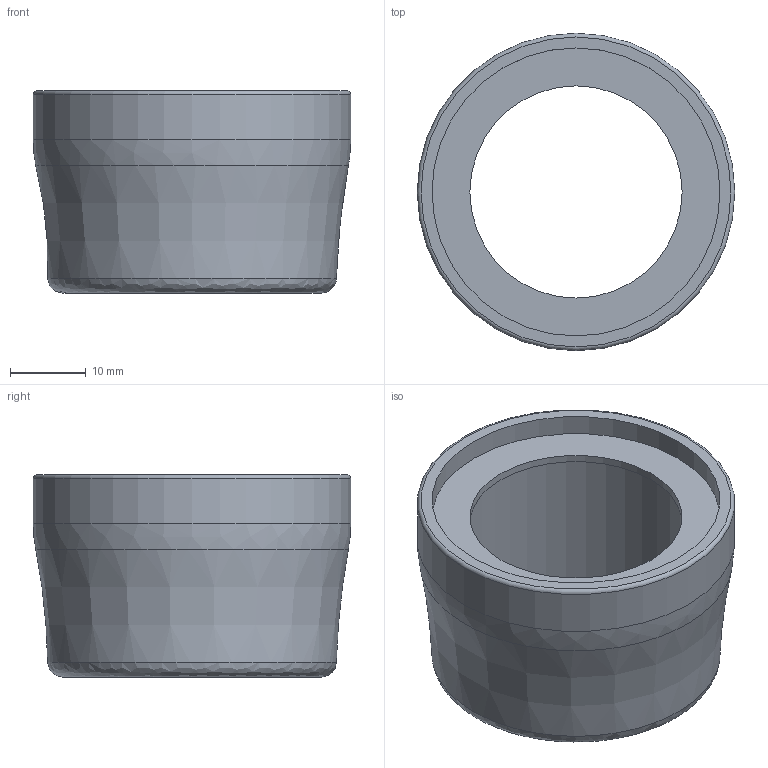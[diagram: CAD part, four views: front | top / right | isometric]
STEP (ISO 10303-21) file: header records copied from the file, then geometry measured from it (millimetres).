
FILE_DESCRIPTION(/* description */ (''),/* implementation_level */ '2;1');
FILE_NAME(/* name */ 'Diffuser Adapterr v5.step',/* time_stamp */ '2019-07-21T11:48:25-04:00',/* author */ (''),/* organization */ (''),/* preprocessor_version */ 'ST-DEVELOPER v18',/* originating_system */ 'Autodesk Translation Framework v8.2.0.1029',/* authorisation */ '');
FILE_SCHEMA (('AUTOMOTIVE_DESIGN { 1 0 10303 214 3 1 1 }'));
Length unit declared in the file: millimetre
Products named in the file (1): Diffuser Adapterr
Bounding box: 42 x 42 x 26.75 mm (x, y, z)
Volume: 13429.5 mm3; surface area: 7176.1 mm2
Topology: 1 solids, 1 shells, 13 faces, 24 edges, 15 vertices
Faces by surface type: bspline 4, cylinder 4, plane 4, torus 1
Full cylindrical faces by diameter (mm): 28.071 x1, 30.48 x1, 38.1 x1, 42 x1
Entity records: 594 total; most frequent: CARTESIAN_POINT 307, DIRECTION 52, ORIENTED_EDGE 48, EDGE_CURVE 24, AXIS2_PLACEMENT_3D 24, EDGE_LOOP 17, VERTEX_POINT 15, CIRCLE 14
